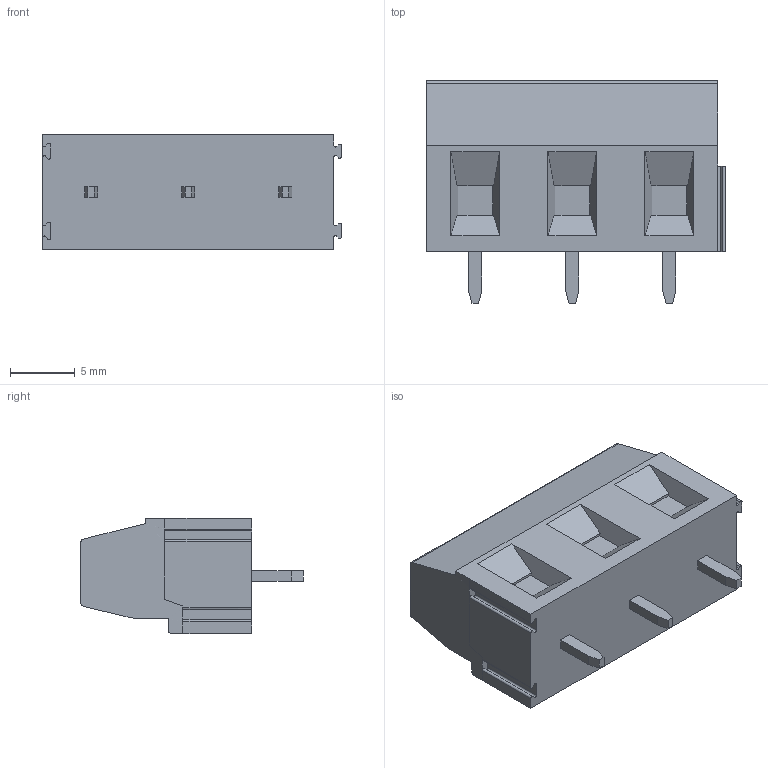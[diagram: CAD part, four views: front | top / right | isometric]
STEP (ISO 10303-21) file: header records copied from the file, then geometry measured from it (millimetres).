
FILE_DESCRIPTION(('STEP AP214'),'1');
FILE_NAME('MVS173-7.5-V.stp','2015-11-23T08:48:02',(' '),(' '),'Spatial InterOp 3D',' ',' ');
FILE_SCHEMA(('automotive_design'));
Length unit declared in the file: metre
Products named in the file (1): 1
Bounding box: 23.08 x 17.2 x 8.9 mm (x, y, z)
Volume: 2154.5 mm3; surface area: 1416.6 mm2
Topology: 1 solids, 1 shells, 157 faces, 419 edges, 279 vertices
Faces by surface type: plane 126, cylinder 28, cone 3
Entity records: 6086 total; most frequent: CARTESIAN_POINT 905, ORIENTED_EDGE 826, DIRECTION 765, EDGE_CURVE 413, LINE 329, VECTOR 329, VERTEX_POINT 276, AXIS2_PLACEMENT_3D 218
